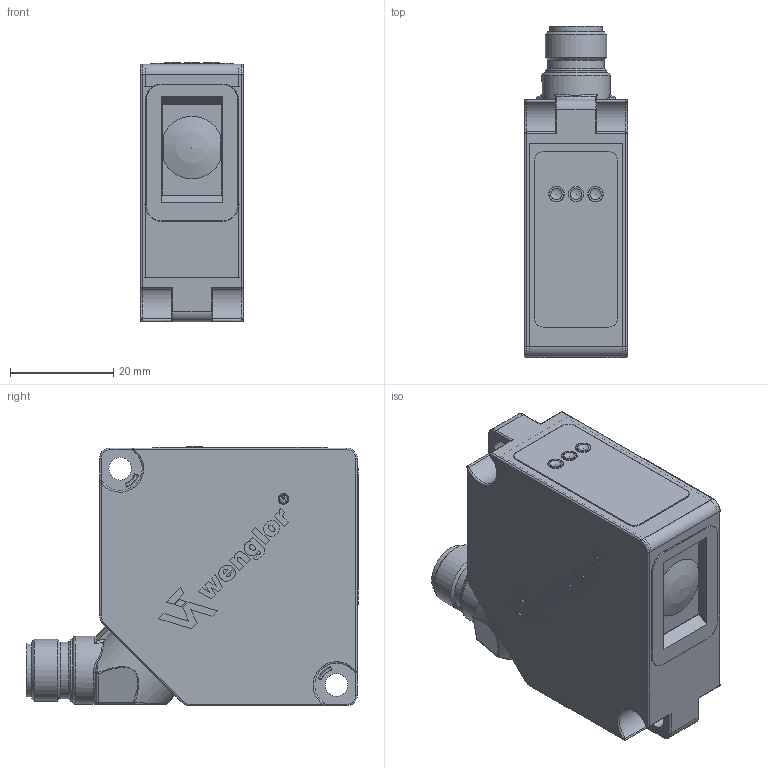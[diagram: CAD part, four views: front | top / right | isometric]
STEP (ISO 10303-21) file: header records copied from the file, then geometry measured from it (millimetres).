
FILE_DESCRIPTION( ( 'Unknown' ), '1' );
FILE_NAME( 'OFP401P0189.stp', 'Unknown', ( 'Unknown' ), ( 'Unknown' ), 'PSStep 14.0', 'Unknown', ' ' );
FILE_SCHEMA( ( 'AUTOMOTIVE_DESIGN { 1 0 10303 214 1 1 1 1 }' ) );
Length unit declared in the file: millimetre
Products named in the file (3): Assem1; OFP401P0189; 1018114
Assembly tree (2 placements, depth 2):
  Assem1
    OFP401P0189
    1018114
Bounding box: 20 x 64.43 x 50.35 mm (x, y, z)
Surface area: 19219.9 mm2
Topology: 2 solids, 10 shells, 758 faces, 1958 edges, 1254 vertices
Faces by surface type: plane 319, cylinder 236, extrusion 92, torus 38, sphere 30, bspline 26, cone 17
Full cylindrical faces by diameter (mm): 0.82 x8, 1.4 x3, 3 x3, 4.4 x2, 8.45 x1, 10.3 x1, 11 x1, 12 x2, 13.2 x1
Entity records: 30543 total; most frequent: CARTESIAN_POINT 6582, ORIENTED_EDGE 3726, DIRECTION 3503, EDGE_CURVE 1863, VERTEX_POINT 1226, AXIS2_PLACEMENT_3D 1185, VECTOR 1133, LINE 1041
